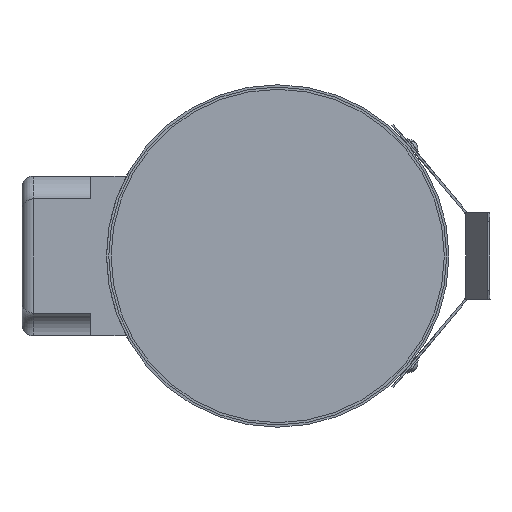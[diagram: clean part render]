
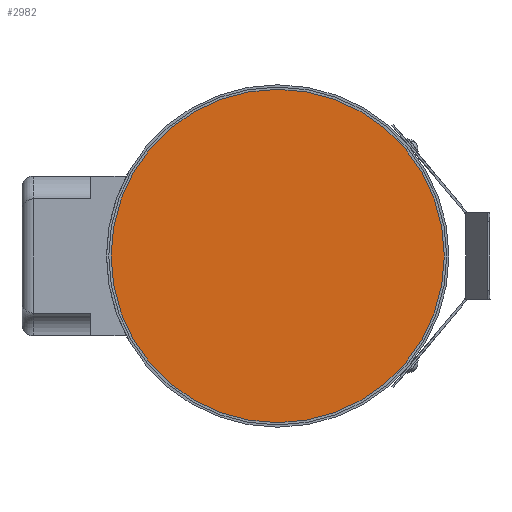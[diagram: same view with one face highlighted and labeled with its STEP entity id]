
A CAD part, left-side view. The second image highlights one B-rep face of the part: STEP entity #2982.
In plain terms, the highlighted planar face has unit normal (-1, 0, 0).
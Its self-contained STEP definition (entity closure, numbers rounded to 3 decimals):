
#2952 = VERTEX_POINT ( 'NONE', #9854 ) ;
#2982 = ADVANCED_FACE ( 'NONE', ( #9898 ), #9951, .F. ) ;
#2983 = EDGE_LOOP ( 'NONE', ( #2984, #2986 ) ) ;
#2984 = ORIENTED_EDGE ( 'NONE', *, *, #2985, .F. ) ;
#2985 = EDGE_CURVE ( 'NONE', #3006, #2952, #9944, .T. ) ;
#2986 = ORIENTED_EDGE ( 'NONE', *, *, #3005, .F. ) ;
#3005 = EDGE_CURVE ( 'NONE', #2952, #3006, #10016, .T. ) ;
#3006 = VERTEX_POINT ( 'NONE', #10066 ) ;
#9854 = CARTESIAN_POINT ( 'NONE',  ( -53.041, 0., 73. ) ) ;
#9898 = FACE_OUTER_BOUND ( 'NONE', #2983, .T. ) ;
#9941 = DIRECTION ( 'NONE',  ( 0., 0., -1. ) ) ;
#9942 = DIRECTION ( 'NONE',  ( 1., 0., 0. ) ) ;
#9943 = AXIS2_PLACEMENT_3D ( 'NONE', #9950, #9942, #9941 ) ;
#9944 = CIRCLE ( 'NONE', #9943, 73. ) ;
#9946 = DIRECTION ( 'NONE',  ( 0., 0., -1. ) ) ;
#9947 = DIRECTION ( 'NONE',  ( 1., 0., 0. ) ) ;
#9948 = CARTESIAN_POINT ( 'NONE',  ( -53.041, 0., 0. ) ) ;
#9949 = AXIS2_PLACEMENT_3D ( 'NONE', #9948, #9947, #9946 ) ;
#9950 = CARTESIAN_POINT ( 'NONE',  ( -53.041, 0., 0. ) ) ;
#9951 = PLANE ( 'NONE',  #9949 ) ;
#10013 = DIRECTION ( 'NONE',  ( 0., 0., -1. ) ) ;
#10014 = DIRECTION ( 'NONE',  ( 1., 0., 0. ) ) ;
#10015 = AXIS2_PLACEMENT_3D ( 'NONE', #10021, #10014, #10013 ) ;
#10016 = CIRCLE ( 'NONE', #10015, 73. ) ;
#10021 = CARTESIAN_POINT ( 'NONE',  ( -53.041, 0., 0. ) ) ;
#10066 = CARTESIAN_POINT ( 'NONE',  ( -53.041, 0., -73. ) ) ;
